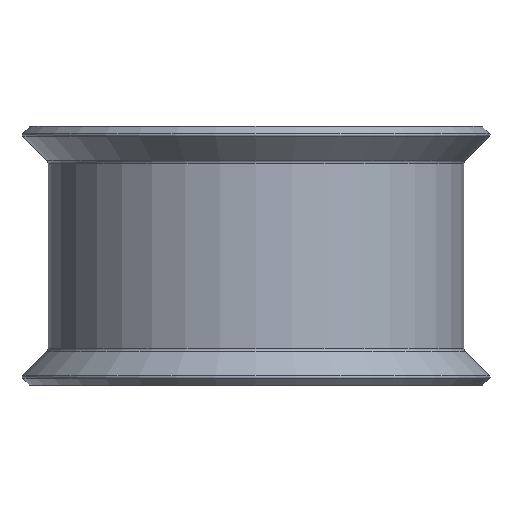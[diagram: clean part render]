
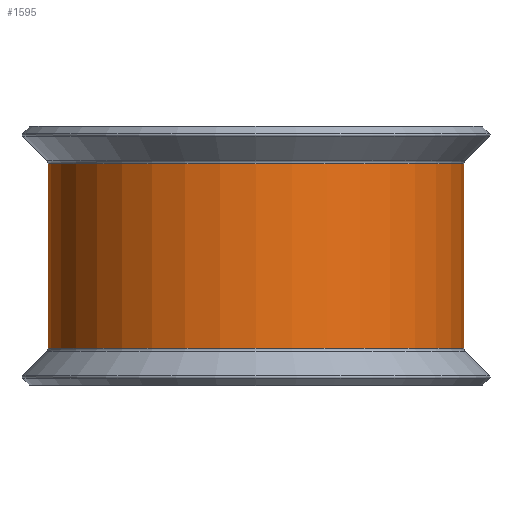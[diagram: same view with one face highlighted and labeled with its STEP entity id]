
A CAD part, front view. The second image highlights one B-rep face of the part: STEP entity #1595.
In plain terms, the highlighted cylindrical face has radius 10.16 mm (diameter 20.32 mm), a partial arc.
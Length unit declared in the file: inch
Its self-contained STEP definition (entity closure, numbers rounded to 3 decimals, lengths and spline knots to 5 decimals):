
#191 = DIRECTION ( 'NONE',  ( 0., 0., -1. ) ) ;
#356 = CIRCLE ( 'NONE', #2579, 0.4 ) ;
#555 = ORIENTED_EDGE ( 'NONE', *, *, #1664, .F. ) ;
#577 = CARTESIAN_POINT ( 'NONE',  ( 0.375, -0.35, 0.17722 ) ) ;
#595 = LINE ( 'NONE', #781, #1328 ) ;
#653 = ORIENTED_EDGE ( 'NONE', *, *, #1181, .T. ) ;
#668 = VECTOR ( 'NONE', #3116, 39.37008 ) ;
#706 = DIRECTION ( 'NONE',  ( -1., 0., 0. ) ) ;
#781 = CARTESIAN_POINT ( 'NONE',  ( 0.375, -0.35, 0.25 ) ) ;
#887 = EDGE_LOOP ( 'NONE', ( #2493, #555, #1379, #653 ) ) ;
#967 = CARTESIAN_POINT ( 'NONE',  ( 0.375, -0.75, 0.17722 ) ) ;
#1076 = DIRECTION ( 'NONE',  ( 0., 0., -1. ) ) ;
#1181 = EDGE_CURVE ( 'NONE', #1687, #1411, #356, .T. ) ;
#1217 = DIRECTION ( 'NONE',  ( -1., 0., 0. ) ) ;
#1328 = VECTOR ( 'NONE', #2477, 39.37008 ) ;
#1379 = ORIENTED_EDGE ( 'NONE', *, *, #1939, .F. ) ;
#1411 = VERTEX_POINT ( 'NONE', #2797 ) ;
#1595 = ADVANCED_FACE ( 'NONE', ( #1813 ), #1747, .T. ) ;
#1664 = EDGE_CURVE ( 'NONE', #1832, #2298, #2946, .T. ) ;
#1687 = VERTEX_POINT ( 'NONE', #577 ) ;
#1747 = CYLINDRICAL_SURFACE ( 'NONE', #2238, 0.4 ) ;
#1813 = FACE_OUTER_BOUND ( 'NONE', #887, .T. ) ;
#1832 = VERTEX_POINT ( 'NONE', #3027 ) ;
#1898 = AXIS2_PLACEMENT_3D ( 'NONE', #2520, #1076, #2760 ) ;
#1917 = CARTESIAN_POINT ( 'NONE',  ( -0.025, -0.75, 0.25 ) ) ;
#1939 = EDGE_CURVE ( 'NONE', #1687, #1832, #595, .T. ) ;
#2154 = CARTESIAN_POINT ( 'NONE',  ( 0.375, -0.75, 0.25 ) ) ;
#2238 = AXIS2_PLACEMENT_3D ( 'NONE', #2154, #191, #706 ) ;
#2298 = VERTEX_POINT ( 'NONE', #3166 ) ;
#2477 = DIRECTION ( 'NONE',  ( 0., 0., -1. ) ) ;
#2493 = ORIENTED_EDGE ( 'NONE', *, *, #2986, .T. ) ;
#2520 = CARTESIAN_POINT ( 'NONE',  ( 0.375, -0.75, -0.17722 ) ) ;
#2579 = AXIS2_PLACEMENT_3D ( 'NONE', #967, #2660, #1217 ) ;
#2660 = DIRECTION ( 'NONE',  ( 0., 0., -1. ) ) ;
#2690 = LINE ( 'NONE', #1917, #668 ) ;
#2760 = DIRECTION ( 'NONE',  ( -1., 0., 0. ) ) ;
#2797 = CARTESIAN_POINT ( 'NONE',  ( -0.025, -0.75, 0.17722 ) ) ;
#2946 = CIRCLE ( 'NONE', #1898, 0.4 ) ;
#2986 = EDGE_CURVE ( 'NONE', #1411, #2298, #2690, .T. ) ;
#3027 = CARTESIAN_POINT ( 'NONE',  ( 0.375, -0.35, -0.17722 ) ) ;
#3116 = DIRECTION ( 'NONE',  ( 0., 0., -1. ) ) ;
#3166 = CARTESIAN_POINT ( 'NONE',  ( -0.025, -0.75, -0.17722 ) ) ;
